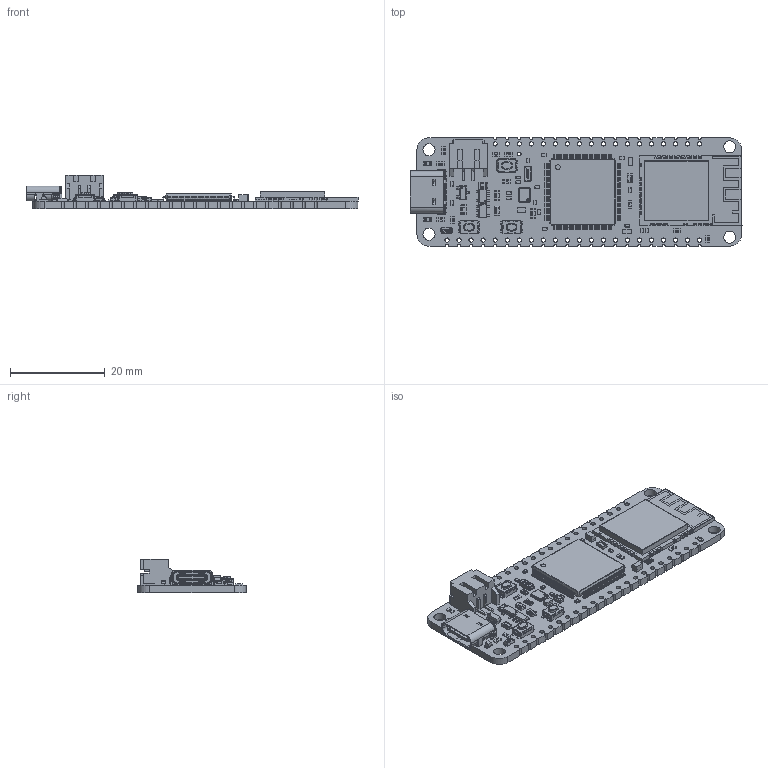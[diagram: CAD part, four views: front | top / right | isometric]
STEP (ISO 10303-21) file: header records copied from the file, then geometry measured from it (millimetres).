
FILE_DESCRIPTION(('Open CASCADE Model'),'2;1');
FILE_NAME('Open CASCADE Shape Model','2020-06-05T13:02:28',('Author'),( 'Open CASCADE'),'Open CASCADE STEP processor 6.8','Open CASCADE 6.8' ,'Unknown');
FILE_SCHEMA(('AUTOMOTIVE_DESIGN { 1 0 10303 214 1 1 1 1 }'));
Length unit declared in the file: millimetre
Products named in the file (104): PCB; Board; Open CASCADE STEP translator 6.8 5.1.1; Open CASCADE STEP translator 6.8 5.1.1.1; C10; C0402; 6331739536; Extruded; L1; L0603; 6331732016; C22; 0805_SMD_Capacitor; U4; User_Library-MO-193E; X1; USB4105-15-A; NONE; 2; R18; R0402; R17; C1; C19; IC1; LQFP100; R16; 0603_SMD_Resistor; R15; R14; R11; 6331733376; R13; R10; R9; R8; D3; 0603_LED_Red; Pad; Pad005 ...
Assembly tree (151 placements, depth 4):
  PCB
    Board
      Open CASCADE STEP translator 6.8 5.1.1
        Open CASCADE STEP translator 6.8 5.1.1.1
    C10
      C0402
      6331739536
        Extruded
    L1
      L0603
      6331732016
        Extruded
    C22
      0805_SMD_Capacitor
    U4
      User_Library-MO-193E
    X1
      USB4105-15-A
        NONE
        2
    R18
      R0402
      6331739536
        Extruded
    R17
      R0402
      6331739536
        Extruded
    C1
      0805_SMD_Capacitor
    C19
      0805_SMD_Capacitor
    IC1
      LQFP100
    R16
      0603_SMD_Resistor
    R15
      R0402
      6331739536
        Extruded
    R14
      R0402
      6331739536
        Extruded
    R11
      R0402
      6331733376
        Extruded
    R13
      R0402
      6331733376
        Extruded
    R10
      0603_SMD_Resistor
    R9
      0603_SMD_Resistor
    R8
      0603_SMD_Resistor
    D3
      0603_LED_Red
Bounding box: 70.12 x 22.86 x 7.1 mm (x, y, z)
Volume: 3586.1 mm3; surface area: 6670.5 mm2
Topology: 130 solids, 142 shells, 9888 faces, 25474 edges, 15620 vertices
Faces by surface type: plane 4884, cylinder 2905, bspline 1430, sphere 464, revolution 88, torus 87, cone 30
Full cylindrical faces by diameter (mm): 0.5 x2, 0.65 x2, 0.813 x1, 0.9 x40, 2.54 x4
Entity records: 218576 total; most frequent: CARTESIAN_POINT 45492, ORIENTED_EDGE 31290, DIRECTION 28506, EDGE_CURVE 15645, LINE 11268, VECTOR 11268, VERTEX_POINT 10042, AXIS2_PLACEMENT_3D 8615
